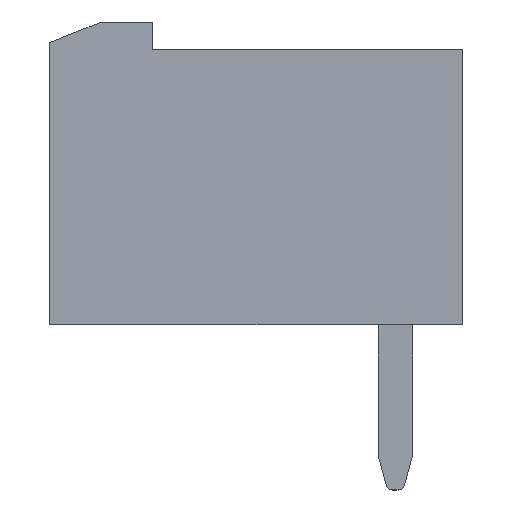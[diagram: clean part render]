
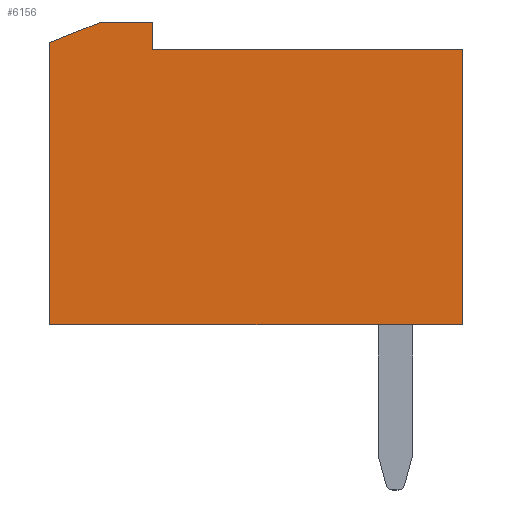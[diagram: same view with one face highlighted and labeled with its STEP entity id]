
A CAD part, left-side view. The second image highlights one B-rep face of the part: STEP entity #6156.
In plain terms, the highlighted planar face has unit normal (-1, 0, 0).
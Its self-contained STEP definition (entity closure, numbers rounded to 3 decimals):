
#266 = FACE_OUTER_BOUND ( 'NONE', #2157, .T. ) ;
#293 = VECTOR ( 'NONE', #7548, 1000. ) ;
#727 = VERTEX_POINT ( 'NONE', #6401 ) ;
#928 = EDGE_CURVE ( 'NONE', #9792, #1879, #7945, .T. ) ;
#1277 = VECTOR ( 'NONE', #4120, 1000. ) ;
#1757 = CARTESIAN_POINT ( 'NONE',  ( -0.705, 0., 0. ) ) ;
#1879 = VERTEX_POINT ( 'NONE', #7536 ) ;
#1948 = EDGE_CURVE ( 'NONE', #7972, #727, #2243, .T. ) ;
#2157 = EDGE_LOOP ( 'NONE', ( #11705, #12276, #12580, #12918, #13243, #13579, #13912 ) ) ;
#2243 = LINE ( 'NONE', #8301, #11218 ) ;
#2571 = CARTESIAN_POINT ( 'NONE',  ( -0.705, 10.5, 0.8 ) ) ;
#2843 = CARTESIAN_POINT ( 'NONE',  ( -0.705, 0., 0. ) ) ;
#2907 = VERTEX_POINT ( 'NONE', #5308 ) ;
#3769 = DIRECTION ( 'NONE',  ( 0., 0.928, -0.371 ) ) ;
#4108 = DIRECTION ( 'NONE',  ( 0., 0., 1. ) ) ;
#4120 = DIRECTION ( 'NONE',  ( 0., 1., 0. ) ) ;
#4588 = EDGE_CURVE ( 'NONE', #2907, #7972, #12572, .T. ) ;
#4730 = DIRECTION ( 'NONE',  ( 0., 0., 1. ) ) ;
#4750 = DIRECTION ( 'NONE',  ( -1., 0., 0. ) ) ;
#4867 = PLANE ( 'NONE',  #7321 ) ;
#4901 = CARTESIAN_POINT ( 'NONE',  ( -0.705, 0., 0. ) ) ;
#4904 = DIRECTION ( 'NONE',  ( 0., 0., -1. ) ) ;
#4955 = CARTESIAN_POINT ( 'NONE',  ( -0.705, 12., 0.2 ) ) ;
#5111 = VECTOR ( 'NONE', #7874, 1000. ) ;
#5308 = CARTESIAN_POINT ( 'NONE',  ( -0.705, 9.01, 0. ) ) ;
#5788 = EDGE_CURVE ( 'NONE', #1879, #9487, #11285, .T. ) ;
#5895 = CARTESIAN_POINT ( 'NONE',  ( -0.705, 0., -8. ) ) ;
#6141 = CARTESIAN_POINT ( 'NONE',  ( -0.705, 12., 0.2 ) ) ;
#6156 = ADVANCED_FACE ( 'NONE', ( #266 ), #4867, .T. ) ;
#6401 = CARTESIAN_POINT ( 'NONE',  ( -0.705, 10.5, 0.8 ) ) ;
#7321 = AXIS2_PLACEMENT_3D ( 'NONE', #4901, #4750, #4730 ) ;
#7536 = CARTESIAN_POINT ( 'NONE',  ( -0.705, 12., -8. ) ) ;
#7548 = DIRECTION ( 'NONE',  ( 0., 0., 1. ) ) ;
#7608 = LINE ( 'NONE', #1757, #1277 ) ;
#7665 = CARTESIAN_POINT ( 'NONE',  ( -0.705, 9.01, 0. ) ) ;
#7740 = VECTOR ( 'NONE', #4904, 1000. ) ;
#7874 = DIRECTION ( 'NONE',  ( 0., -1., 0. ) ) ;
#7890 = CARTESIAN_POINT ( 'NONE',  ( -0.705, 12., -8. ) ) ;
#7945 = LINE ( 'NONE', #4955, #7740 ) ;
#7972 = VERTEX_POINT ( 'NONE', #9641 ) ;
#8301 = CARTESIAN_POINT ( 'NONE',  ( -0.705, 9.01, 0.8 ) ) ;
#8410 = DIRECTION ( 'NONE',  ( 0., 1., 0. ) ) ;
#9436 = VERTEX_POINT ( 'NONE', #2843 ) ;
#9487 = VERTEX_POINT ( 'NONE', #5895 ) ;
#9641 = CARTESIAN_POINT ( 'NONE',  ( -0.705, 9.01, 0.8 ) ) ;
#9792 = VERTEX_POINT ( 'NONE', #6141 ) ;
#10039 = VECTOR ( 'NONE', #3769, 1000. ) ;
#11218 = VECTOR ( 'NONE', #8410, 1000. ) ;
#11285 = LINE ( 'NONE', #7890, #5111 ) ;
#11678 = EDGE_CURVE ( 'NONE', #727, #9792, #13478, .T. ) ;
#11705 = ORIENTED_EDGE ( 'NONE', *, *, #928, .T. ) ;
#12141 = CARTESIAN_POINT ( 'NONE',  ( -0.705, 0., -8. ) ) ;
#12276 = ORIENTED_EDGE ( 'NONE', *, *, #5788, .T. ) ;
#12572 = LINE ( 'NONE', #7665, #293 ) ;
#12580 = ORIENTED_EDGE ( 'NONE', *, *, #13149, .T. ) ;
#12727 = EDGE_CURVE ( 'NONE', #9436, #2907, #7608, .T. ) ;
#12918 = ORIENTED_EDGE ( 'NONE', *, *, #12727, .T. ) ;
#13119 = VECTOR ( 'NONE', #4108, 1000. ) ;
#13149 = EDGE_CURVE ( 'NONE', #9487, #9436, #13436, .T. ) ;
#13243 = ORIENTED_EDGE ( 'NONE', *, *, #4588, .T. ) ;
#13436 = LINE ( 'NONE', #12141, #13119 ) ;
#13478 = LINE ( 'NONE', #2571, #10039 ) ;
#13579 = ORIENTED_EDGE ( 'NONE', *, *, #1948, .T. ) ;
#13912 = ORIENTED_EDGE ( 'NONE', *, *, #11678, .T. ) ;
